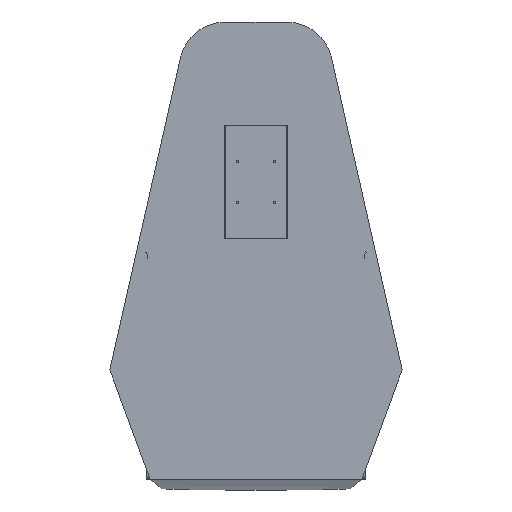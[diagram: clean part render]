
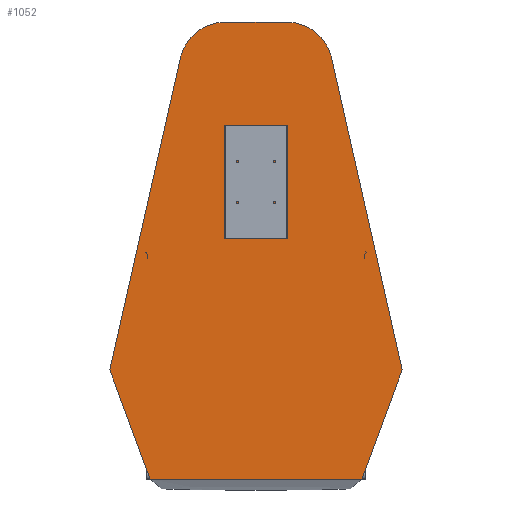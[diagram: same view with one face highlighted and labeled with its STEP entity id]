
A CAD part, left-side view. The second image highlights one B-rep face of the part: STEP entity #1052.
In plain terms, the highlighted planar face has unit normal (-1, 0, 0).
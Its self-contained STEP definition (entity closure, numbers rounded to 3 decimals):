
#77=PLANE('',#1153);
#126=FACE_OUTER_BOUND('',#189,.T.);
#189=EDGE_LOOP('',(#823,#824,#825,#826,#827,#828,#829,#830));
#253=LINE('',#1930,#339);
#254=LINE('',#1934,#340);
#255=LINE('',#1937,#341);
#256=LINE('',#1939,#342);
#257=LINE('',#1941,#343);
#258=LINE('',#1942,#344);
#339=VECTOR('',#1316,10.);
#340=VECTOR('',#1319,10.);
#341=VECTOR('',#1322,10.);
#342=VECTOR('',#1323,10.);
#343=VECTOR('',#1324,10.);
#344=VECTOR('',#1325,10.);
#420=CIRCLE('',#1151,114.3);
#421=CIRCLE('',#1154,114.3);
#488=VERTEX_POINT('',#1922);
#489=VERTEX_POINT('',#1924);
#490=VERTEX_POINT('',#1928);
#491=VERTEX_POINT('',#1932);
#492=VERTEX_POINT('',#1933);
#493=VERTEX_POINT('',#1936);
#494=VERTEX_POINT('',#1938);
#495=VERTEX_POINT('',#1940);
#611=EDGE_CURVE('',#488,#489,#420,.T.);
#613=EDGE_CURVE('',#490,#488,#253,.T.);
#614=EDGE_CURVE('',#491,#492,#254,.T.);
#615=EDGE_CURVE('',#492,#490,#421,.T.);
#616=EDGE_CURVE('',#489,#493,#255,.T.);
#617=EDGE_CURVE('',#493,#494,#256,.T.);
#618=EDGE_CURVE('',#494,#495,#257,.T.);
#619=EDGE_CURVE('',#495,#491,#258,.T.);
#823=ORIENTED_EDGE('',*,*,#614,.T.);
#824=ORIENTED_EDGE('',*,*,#615,.T.);
#825=ORIENTED_EDGE('',*,*,#613,.T.);
#826=ORIENTED_EDGE('',*,*,#611,.T.);
#827=ORIENTED_EDGE('',*,*,#616,.T.);
#828=ORIENTED_EDGE('',*,*,#617,.T.);
#829=ORIENTED_EDGE('',*,*,#618,.T.);
#830=ORIENTED_EDGE('',*,*,#619,.T.);
#1052=ADVANCED_FACE('',(#126),#77,.F.);
#1151=AXIS2_PLACEMENT_3D('',#1926,#1311,#1312);
#1153=AXIS2_PLACEMENT_3D('',#1931,#1317,#1318);
#1154=AXIS2_PLACEMENT_3D('',#1935,#1320,#1321);
#1311=DIRECTION('center_axis',(-1.,0.,0.));
#1312=DIRECTION('ref_axis',(0.,0.975,0.22));
#1316=DIRECTION('',(0.,1.,0.));
#1317=DIRECTION('center_axis',(1.,0.,0.));
#1318=DIRECTION('ref_axis',(0.,0.,-1.));
#1319=DIRECTION('',(0.,0.22,0.975));
#1320=DIRECTION('center_axis',(-1.,0.,0.));
#1321=DIRECTION('ref_axis',(0.,0.,1.));
#1322=DIRECTION('',(0.,0.22,-0.975));
#1323=DIRECTION('',(0.,-0.347,-0.938));
#1324=DIRECTION('',(0.,-1.,0.));
#1325=DIRECTION('',(0.,-0.347,0.938));
#1922=CARTESIAN_POINT('',(-15.,75.,1178.6));
#1924=CARTESIAN_POINT('',(-15.,186.488,1089.498));
#1926=CARTESIAN_POINT('Origin',(-15.,75.,1064.3));
#1928=CARTESIAN_POINT('',(-15.,-75.,1178.6));
#1930=CARTESIAN_POINT('',(-15.,75.,1178.6));
#1931=CARTESIAN_POINT('Origin',(-15.,0.,552.723));
#1932=CARTESIAN_POINT('',(-15.,-360.157,321.12));
#1933=CARTESIAN_POINT('',(-15.,-186.488,1089.498));
#1934=CARTESIAN_POINT('',(-15.,-352.688,354.164));
#1935=CARTESIAN_POINT('Origin',(-15.,-75.,1064.3));
#1936=CARTESIAN_POINT('',(-15.,360.157,321.12));
#1937=CARTESIAN_POINT('',(-15.,352.688,354.164));
#1938=CARTESIAN_POINT('',(-15.,260.552,51.6));
#1939=CARTESIAN_POINT('',(-15.,348.413,289.343));
#1940=CARTESIAN_POINT('',(-15.,-260.552,51.6));
#1941=CARTESIAN_POINT('',(-15.,-271.,51.6));
#1942=CARTESIAN_POINT('',(-15.,-263.413,59.343));
